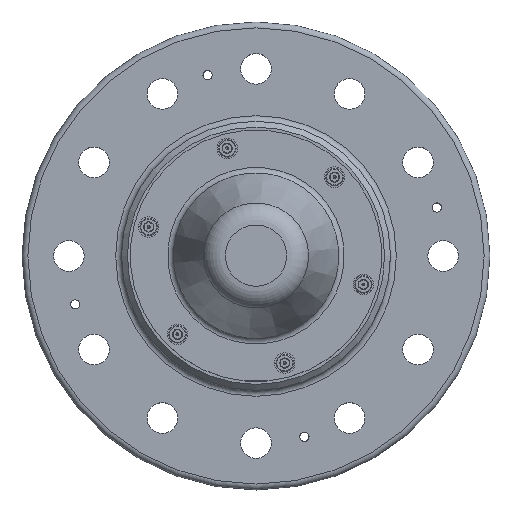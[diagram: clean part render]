
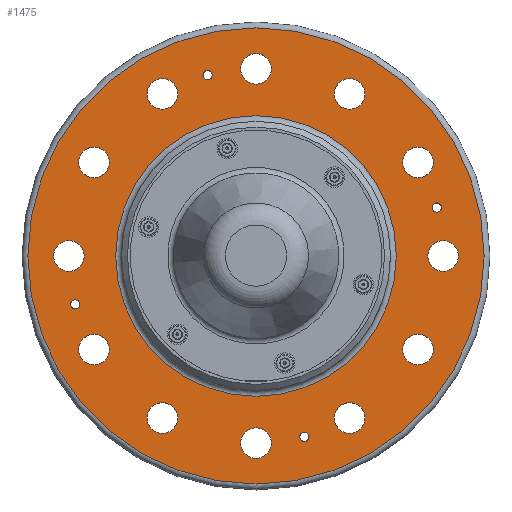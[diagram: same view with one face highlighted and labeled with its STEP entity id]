
A CAD part, top view. The second image highlights one B-rep face of the part: STEP entity #1475.
In plain terms, the highlighted planar face has unit normal (0, 0, 1).
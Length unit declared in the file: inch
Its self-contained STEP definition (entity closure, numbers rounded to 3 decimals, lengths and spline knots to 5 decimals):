
#111=PLANE('',#1714);
#227=FACE_BOUND('',#520,.T.);
#228=FACE_BOUND('',#521,.T.);
#229=FACE_BOUND('',#522,.T.);
#230=FACE_BOUND('',#523,.T.);
#231=FACE_BOUND('',#524,.T.);
#232=FACE_BOUND('',#525,.T.);
#233=FACE_BOUND('',#526,.T.);
#234=FACE_BOUND('',#527,.T.);
#235=FACE_BOUND('',#528,.T.);
#236=FACE_BOUND('',#529,.T.);
#237=FACE_BOUND('',#530,.T.);
#238=FACE_BOUND('',#531,.T.);
#239=FACE_BOUND('',#532,.T.);
#240=FACE_BOUND('',#533,.T.);
#241=FACE_BOUND('',#534,.T.);
#242=FACE_BOUND('',#535,.T.);
#243=FACE_BOUND('',#536,.T.);
#348=FACE_OUTER_BOUND('',#519,.T.);
#519=EDGE_LOOP('',(#1181));
#520=EDGE_LOOP('',(#1182));
#521=EDGE_LOOP('',(#1183));
#522=EDGE_LOOP('',(#1184));
#523=EDGE_LOOP('',(#1185));
#524=EDGE_LOOP('',(#1186));
#525=EDGE_LOOP('',(#1187));
#526=EDGE_LOOP('',(#1188));
#527=EDGE_LOOP('',(#1189));
#528=EDGE_LOOP('',(#1190));
#529=EDGE_LOOP('',(#1191));
#530=EDGE_LOOP('',(#1192));
#531=EDGE_LOOP('',(#1193));
#532=EDGE_LOOP('',(#1194));
#533=EDGE_LOOP('',(#1195));
#534=EDGE_LOOP('',(#1196));
#535=EDGE_LOOP('',(#1197));
#536=EDGE_LOOP('',(#1198));
#667=CIRCLE('',#1612,0.098);
#669=CIRCLE('',#1615,0.098);
#671=CIRCLE('',#1618,0.098);
#673=CIRCLE('',#1621,0.098);
#699=CIRCLE('',#1671,0.328);
#701=CIRCLE('',#1674,0.328);
#703=CIRCLE('',#1677,0.328);
#705=CIRCLE('',#1680,0.328);
#707=CIRCLE('',#1683,0.328);
#709=CIRCLE('',#1686,0.328);
#711=CIRCLE('',#1689,0.328);
#713=CIRCLE('',#1692,0.328);
#715=CIRCLE('',#1695,0.328);
#717=CIRCLE('',#1698,0.328);
#719=CIRCLE('',#1701,0.328);
#721=CIRCLE('',#1704,0.328);
#726=CIRCLE('',#1713,4.875);
#727=CIRCLE('',#1715,2.9985);
#793=VERTEX_POINT('',#2378);
#795=VERTEX_POINT('',#2383);
#797=VERTEX_POINT('',#2388);
#799=VERTEX_POINT('',#2393);
#825=VERTEX_POINT('',#2469);
#827=VERTEX_POINT('',#2474);
#829=VERTEX_POINT('',#2479);
#831=VERTEX_POINT('',#2484);
#833=VERTEX_POINT('',#2489);
#835=VERTEX_POINT('',#2494);
#837=VERTEX_POINT('',#2499);
#839=VERTEX_POINT('',#2504);
#841=VERTEX_POINT('',#2509);
#843=VERTEX_POINT('',#2514);
#845=VERTEX_POINT('',#2519);
#847=VERTEX_POINT('',#2524);
#852=VERTEX_POINT('',#2538);
#853=VERTEX_POINT('',#2541);
#928=EDGE_CURVE('',#793,#793,#667,.T.);
#930=EDGE_CURVE('',#795,#795,#669,.T.);
#932=EDGE_CURVE('',#797,#797,#671,.T.);
#934=EDGE_CURVE('',#799,#799,#673,.T.);
#960=EDGE_CURVE('',#825,#825,#699,.T.);
#962=EDGE_CURVE('',#827,#827,#701,.T.);
#964=EDGE_CURVE('',#829,#829,#703,.T.);
#966=EDGE_CURVE('',#831,#831,#705,.T.);
#968=EDGE_CURVE('',#833,#833,#707,.T.);
#970=EDGE_CURVE('',#835,#835,#709,.T.);
#972=EDGE_CURVE('',#837,#837,#711,.T.);
#974=EDGE_CURVE('',#839,#839,#713,.T.);
#976=EDGE_CURVE('',#841,#841,#715,.T.);
#978=EDGE_CURVE('',#843,#843,#717,.T.);
#980=EDGE_CURVE('',#845,#845,#719,.T.);
#982=EDGE_CURVE('',#847,#847,#721,.T.);
#987=EDGE_CURVE('',#852,#852,#726,.T.);
#988=EDGE_CURVE('',#853,#853,#727,.T.);
#1181=ORIENTED_EDGE('',*,*,#987,.F.);
#1182=ORIENTED_EDGE('',*,*,#928,.T.);
#1183=ORIENTED_EDGE('',*,*,#930,.T.);
#1184=ORIENTED_EDGE('',*,*,#932,.T.);
#1185=ORIENTED_EDGE('',*,*,#934,.T.);
#1186=ORIENTED_EDGE('',*,*,#960,.T.);
#1187=ORIENTED_EDGE('',*,*,#962,.T.);
#1188=ORIENTED_EDGE('',*,*,#964,.T.);
#1189=ORIENTED_EDGE('',*,*,#966,.T.);
#1190=ORIENTED_EDGE('',*,*,#968,.T.);
#1191=ORIENTED_EDGE('',*,*,#970,.T.);
#1192=ORIENTED_EDGE('',*,*,#972,.T.);
#1193=ORIENTED_EDGE('',*,*,#974,.T.);
#1194=ORIENTED_EDGE('',*,*,#976,.T.);
#1195=ORIENTED_EDGE('',*,*,#978,.T.);
#1196=ORIENTED_EDGE('',*,*,#980,.T.);
#1197=ORIENTED_EDGE('',*,*,#982,.T.);
#1198=ORIENTED_EDGE('',*,*,#988,.F.);
#1475=ADVANCED_FACE('',(#348,#227,#228,#229,#230,#231,#232,#233,#234,#235,
#236,#237,#238,#239,#240,#241,#242,#243),#111,.F.);
#1612=AXIS2_PLACEMENT_3D('',#2379,#1867,#1868);
#1615=AXIS2_PLACEMENT_3D('',#2384,#1873,#1874);
#1618=AXIS2_PLACEMENT_3D('',#2389,#1879,#1880);
#1621=AXIS2_PLACEMENT_3D('',#2394,#1885,#1886);
#1671=AXIS2_PLACEMENT_3D('',#2470,#1985,#1986);
#1674=AXIS2_PLACEMENT_3D('',#2475,#1991,#1992);
#1677=AXIS2_PLACEMENT_3D('',#2480,#1997,#1998);
#1680=AXIS2_PLACEMENT_3D('',#2485,#2003,#2004);
#1683=AXIS2_PLACEMENT_3D('',#2490,#2009,#2010);
#1686=AXIS2_PLACEMENT_3D('',#2495,#2015,#2016);
#1689=AXIS2_PLACEMENT_3D('',#2500,#2021,#2022);
#1692=AXIS2_PLACEMENT_3D('',#2505,#2027,#2028);
#1695=AXIS2_PLACEMENT_3D('',#2510,#2033,#2034);
#1698=AXIS2_PLACEMENT_3D('',#2515,#2039,#2040);
#1701=AXIS2_PLACEMENT_3D('',#2520,#2045,#2046);
#1704=AXIS2_PLACEMENT_3D('',#2525,#2051,#2052);
#1713=AXIS2_PLACEMENT_3D('',#2539,#2069,#2070);
#1714=AXIS2_PLACEMENT_3D('',#2540,#2071,#2072);
#1715=AXIS2_PLACEMENT_3D('',#2542,#2073,#2074);
#1867=DIRECTION('center_axis',(0.,0.,-1.));
#1868=DIRECTION('ref_axis',(1.,0.,0.));
#1873=DIRECTION('center_axis',(0.,0.,-1.));
#1874=DIRECTION('ref_axis',(1.,0.,0.));
#1879=DIRECTION('center_axis',(0.,0.,-1.));
#1880=DIRECTION('ref_axis',(1.,0.,0.));
#1885=DIRECTION('center_axis',(0.,0.,-1.));
#1886=DIRECTION('ref_axis',(1.,0.,0.));
#1985=DIRECTION('center_axis',(0.,0.,-1.));
#1986=DIRECTION('ref_axis',(-1.,0.,0.));
#1991=DIRECTION('center_axis',(0.,0.,-1.));
#1992=DIRECTION('ref_axis',(-1.,0.,0.));
#1997=DIRECTION('center_axis',(0.,0.,-1.));
#1998=DIRECTION('ref_axis',(-1.,0.,0.));
#2003=DIRECTION('center_axis',(0.,0.,-1.));
#2004=DIRECTION('ref_axis',(-1.,0.,0.));
#2009=DIRECTION('center_axis',(0.,0.,-1.));
#2010=DIRECTION('ref_axis',(-1.,0.,0.));
#2015=DIRECTION('center_axis',(0.,0.,-1.));
#2016=DIRECTION('ref_axis',(-1.,0.,0.));
#2021=DIRECTION('center_axis',(0.,0.,-1.));
#2022=DIRECTION('ref_axis',(-1.,0.,0.));
#2027=DIRECTION('center_axis',(0.,0.,-1.));
#2028=DIRECTION('ref_axis',(-1.,0.,0.));
#2033=DIRECTION('center_axis',(0.,0.,-1.));
#2034=DIRECTION('ref_axis',(-1.,0.,0.));
#2039=DIRECTION('center_axis',(0.,0.,-1.));
#2040=DIRECTION('ref_axis',(-1.,0.,0.));
#2045=DIRECTION('center_axis',(0.,0.,-1.));
#2046=DIRECTION('ref_axis',(-1.,0.,0.));
#2051=DIRECTION('center_axis',(0.,0.,-1.));
#2052=DIRECTION('ref_axis',(-1.,0.,0.));
#2069=DIRECTION('center_axis',(0.,0.,-1.));
#2070=DIRECTION('ref_axis',(-1.,0.,0.));
#2071=DIRECTION('center_axis',(0.,0.,-1.));
#2072=DIRECTION('ref_axis',(-1.,0.,0.));
#2073=DIRECTION('center_axis',(0.,0.,1.));
#2074=DIRECTION('ref_axis',(-1.,0.,0.));
#2378=CARTESIAN_POINT('',(1.13328,-3.8637,1.));
#2379=CARTESIAN_POINT('Origin',(1.03528,-3.8637,1.));
#2383=CARTESIAN_POINT('',(-0.93728,3.8637,1.));
#2384=CARTESIAN_POINT('Origin',(-1.03528,3.8637,1.));
#2388=CARTESIAN_POINT('',(-3.7657,-1.03528,1.));
#2389=CARTESIAN_POINT('Origin',(-3.8637,-1.03528,1.));
#2393=CARTESIAN_POINT('',(3.9617,1.03528,1.));
#2394=CARTESIAN_POINT('Origin',(3.8637,1.03528,1.));
#2469=CARTESIAN_POINT('',(-1.672,3.4641,1.));
#2470=CARTESIAN_POINT('Origin',(-2.,3.4641,1.));
#2474=CARTESIAN_POINT('',(-3.1361,2.,1.));
#2475=CARTESIAN_POINT('Origin',(-3.4641,2.,1.));
#2479=CARTESIAN_POINT('',(-3.672,0.,1.));
#2480=CARTESIAN_POINT('Origin',(-4.,0.,1.));
#2484=CARTESIAN_POINT('',(-3.1361,-2.,1.));
#2485=CARTESIAN_POINT('Origin',(-3.4641,-2.,1.));
#2489=CARTESIAN_POINT('',(-1.672,-3.4641,1.));
#2490=CARTESIAN_POINT('Origin',(-2.,-3.4641,1.));
#2494=CARTESIAN_POINT('',(0.328,-4.,1.));
#2495=CARTESIAN_POINT('Origin',(0.,-4.,1.));
#2499=CARTESIAN_POINT('',(2.328,-3.4641,1.));
#2500=CARTESIAN_POINT('Origin',(2.,-3.4641,1.));
#2504=CARTESIAN_POINT('',(3.7921,-2.,1.));
#2505=CARTESIAN_POINT('Origin',(3.4641,-2.,1.));
#2509=CARTESIAN_POINT('',(4.328,0.,1.));
#2510=CARTESIAN_POINT('Origin',(4.,0.,1.));
#2514=CARTESIAN_POINT('',(3.7921,2.,1.));
#2515=CARTESIAN_POINT('Origin',(3.4641,2.,1.));
#2519=CARTESIAN_POINT('',(2.328,3.4641,1.));
#2520=CARTESIAN_POINT('Origin',(2.,3.4641,1.));
#2524=CARTESIAN_POINT('',(0.328,4.,1.));
#2525=CARTESIAN_POINT('Origin',(0.,4.,1.));
#2538=CARTESIAN_POINT('',(4.875,0.,1.));
#2539=CARTESIAN_POINT('Origin',(0.,0.,1.));
#2540=CARTESIAN_POINT('Origin',(0.,0.,1.));
#2541=CARTESIAN_POINT('',(2.9985,0.,1.));
#2542=CARTESIAN_POINT('Origin',(0.,0.,1.));
